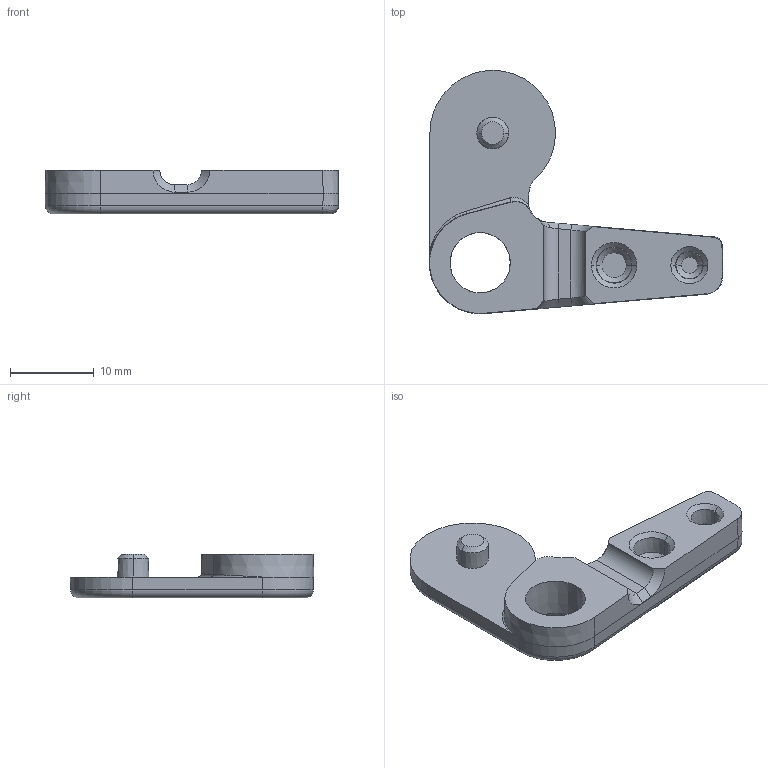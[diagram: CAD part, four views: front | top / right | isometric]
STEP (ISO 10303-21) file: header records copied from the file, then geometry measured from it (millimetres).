
FILE_DESCRIPTION (( 'STEP AP203' ), '1' );
FILE_NAME ('1261-B2P-A.STEP', '2013-08-15T16:47:52', ( '' ), ( '' ), 'SwSTEP 2.0', 'SolidWorks 2013', '' );
FILE_SCHEMA (( 'CONFIG_CONTROL_DESIGN' ));
Length unit declared in the file: millimetre
Products named in the file (1): 1261-B2P-A
Bounding box: 35.1 x 29.08 x 5.25 mm (x, y, z)
Volume: 1810.6 mm3; surface area: 1765 mm2
Topology: 1 solids, 1 shells, 105 faces, 252 edges, 151 vertices
Faces by surface type: cone 41, plane 25, bspline 21, torus 9, cylinder 8, sphere 1
Entity records: 3844 total; most frequent: CARTESIAN_POINT 1530, ORIENTED_EDGE 500, DIRECTION 424, EDGE_CURVE 250, AXIS2_PLACEMENT_3D 175, VERTEX_POINT 151, EDGE_LOOP 111, ADVANCED_FACE 105
